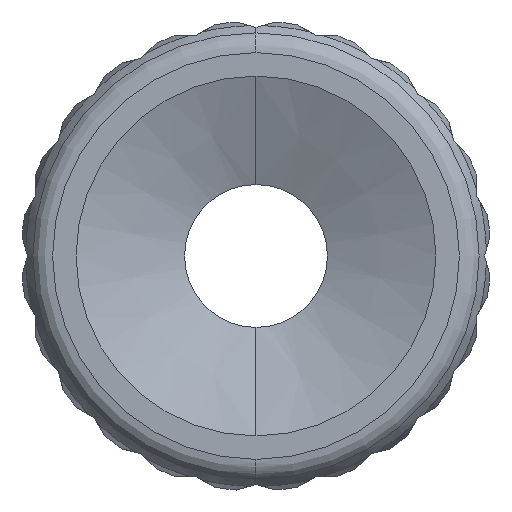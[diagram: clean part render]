
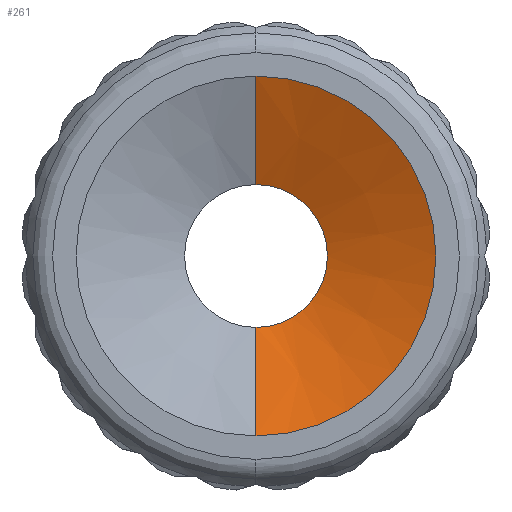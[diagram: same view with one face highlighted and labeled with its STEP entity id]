
A CAD part, left-side view. The second image highlights one B-rep face of the part: STEP entity #261.
In plain terms, the highlighted conical face has half-angle 67.5 degrees and reference radius 2.997 mm.
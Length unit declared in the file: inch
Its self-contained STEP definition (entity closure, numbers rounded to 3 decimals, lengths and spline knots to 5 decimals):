
#261 = ADVANCED_FACE ( 'NONE', ( #30508 ), #6333, .F. ) ;
#901 = ORIENTED_EDGE ( 'NONE', *, *, #22930, .F. ) ;
#2101 = VECTOR ( 'NONE', #17542, 39.37008 ) ;
#3835 = CARTESIAN_POINT ( 'NONE',  ( 0.3, 0., 0. ) ) ;
#4060 = EDGE_CURVE ( 'NONE', #17161, #21166, #11969, .T. ) ;
#4839 = CARTESIAN_POINT ( 'NONE',  ( 0.32947, 0., -0.04685 ) ) ;
#6119 = AXIS2_PLACEMENT_3D ( 'NONE', #3835, #18877, #9188 ) ;
#6333 = CONICAL_SURFACE ( 'NONE', #10600, 0.118, 1.178 ) ;
#7370 = CARTESIAN_POINT ( 'NONE',  ( 0.3, 0., 0.118 ) ) ;
#7619 = DIRECTION ( 'NONE',  ( -1., 0., 0. ) ) ;
#8292 = DIRECTION ( 'NONE',  ( 0., 0., 1. ) ) ;
#9188 = DIRECTION ( 'NONE',  ( 0., 0., 1. ) ) ;
#9690 = CARTESIAN_POINT ( 'NONE',  ( 0.3, 0., -0.118 ) ) ;
#10600 = AXIS2_PLACEMENT_3D ( 'NONE', #13308, #7619, #8292 ) ;
#10843 = CARTESIAN_POINT ( 'NONE',  ( 0.3, 0., -0.118 ) ) ;
#11415 = CARTESIAN_POINT ( 'NONE',  ( 0.3, 0., 0.118 ) ) ;
#11548 = CARTESIAN_POINT ( 'NONE',  ( 0.32947, 0., 0.04685 ) ) ;
#11651 = EDGE_CURVE ( 'NONE', #11752, #22859, #17309, .T. ) ;
#11752 = VERTEX_POINT ( 'NONE', #4839 ) ;
#11969 = CIRCLE ( 'NONE', #6119, 0.118 ) ;
#12895 = EDGE_CURVE ( 'NONE', #11752, #17161, #32431, .T. ) ;
#13308 = CARTESIAN_POINT ( 'NONE',  ( 0.3, 0., 0. ) ) ;
#14717 = DIRECTION ( 'NONE',  ( -0.383, 0., -0.924 ) ) ;
#17161 = VERTEX_POINT ( 'NONE', #10843 ) ;
#17309 = CIRCLE ( 'NONE', #22646, 0.04685 ) ;
#17542 = DIRECTION ( 'NONE',  ( -0.383, 0., 0.924 ) ) ;
#17951 = VECTOR ( 'NONE', #14717, 39.37008 ) ;
#18877 = DIRECTION ( 'NONE',  ( -1., 0., 0. ) ) ;
#19219 = CARTESIAN_POINT ( 'NONE',  ( 0.32947, 0., 0. ) ) ;
#19861 = DIRECTION ( 'NONE',  ( -1., 0., 0. ) ) ;
#21166 = VERTEX_POINT ( 'NONE', #11415 ) ;
#22646 = AXIS2_PLACEMENT_3D ( 'NONE', #19219, #19861, #29758 ) ;
#22859 = VERTEX_POINT ( 'NONE', #11548 ) ;
#22930 = EDGE_CURVE ( 'NONE', #22859, #21166, #27735, .T. ) ;
#23278 = EDGE_LOOP ( 'NONE', ( #32030, #31477, #29180, #901 ) ) ;
#27735 = LINE ( 'NONE', #7370, #2101 ) ;
#29180 = ORIENTED_EDGE ( 'NONE', *, *, #4060, .T. ) ;
#29758 = DIRECTION ( 'NONE',  ( 0., 0., 1. ) ) ;
#30508 = FACE_OUTER_BOUND ( 'NONE', #23278, .T. ) ;
#31477 = ORIENTED_EDGE ( 'NONE', *, *, #12895, .T. ) ;
#32030 = ORIENTED_EDGE ( 'NONE', *, *, #11651, .F. ) ;
#32431 = LINE ( 'NONE', #9690, #17951 ) ;
